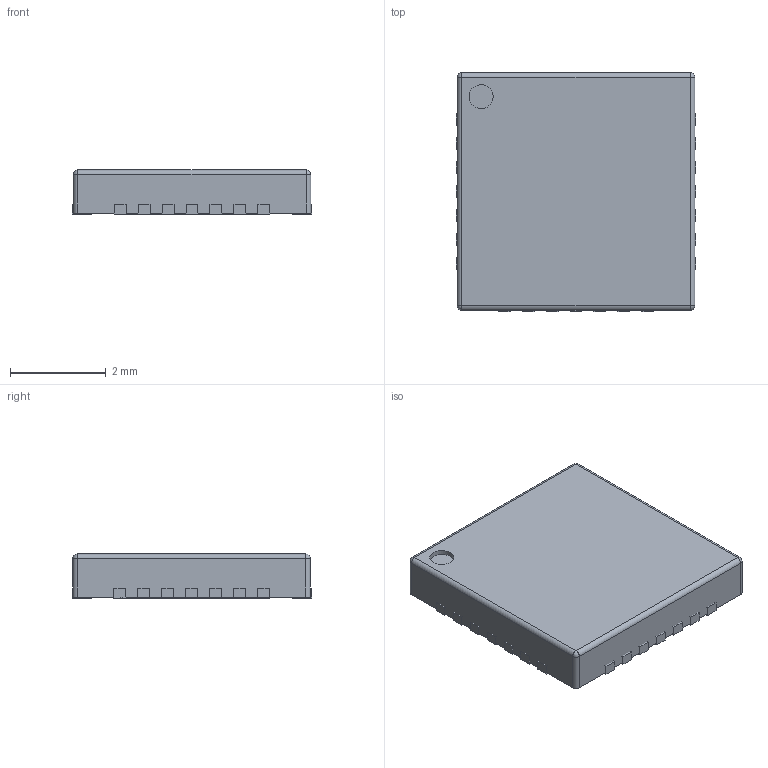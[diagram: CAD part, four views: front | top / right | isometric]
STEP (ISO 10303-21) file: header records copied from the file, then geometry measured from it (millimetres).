
FILE_DESCRIPTION(/* description */ (''),/* implementation_level */ '2;1');
FILE_NAME(/* name */ '5f1a084bb9fe9c131d3732c0',/* time_stamp */ '2020-07-23T21:59:40+00:00',/* author */ (''),/* organization */ (''),/* preprocessor_version */ 'ST-DEVELOPER v16.7',/* originating_system */ $,/* authorisation */ $);
FILE_SCHEMA (('AUTOMOTIVE_DESIGN {1 0 10303 214 3 1 1}'));
Length unit declared in the file: metre
Products named in the file (30): Part 23; Part 30; Part 28; Part 27; Part 29; Part 24; Part 25; Part 26; Part 19; Part 18; Part 17; Part 22; Part 20; Part 21; Part 15; Part 16; Part 14; Part 13; Part 10; Part 11; Part 12; Part 8; Part 2; Part 9; Part 7; Part 6; Part 3; Part 4; Part 5; Part 1
Bounding box: 5 x 5 x 0.92 mm (x, y, z)
Surface area: 101.7 mm2
Topology: 30 solids, 30 shells, 195 faces, 394 edges, 256 vertices
Faces by surface type: plane 154, cylinder 37, sphere 4
Full cylindrical faces by diameter (mm): 0.5 x1
Entity records: 5768 total; most frequent: DIRECTION 913, CARTESIAN_POINT 870, ORIENTED_EDGE 778, EDGE_CURVE 389, LINE 315, VECTOR 315, AXIS2_PLACEMENT_3D 299, VERTEX_POINT 256
